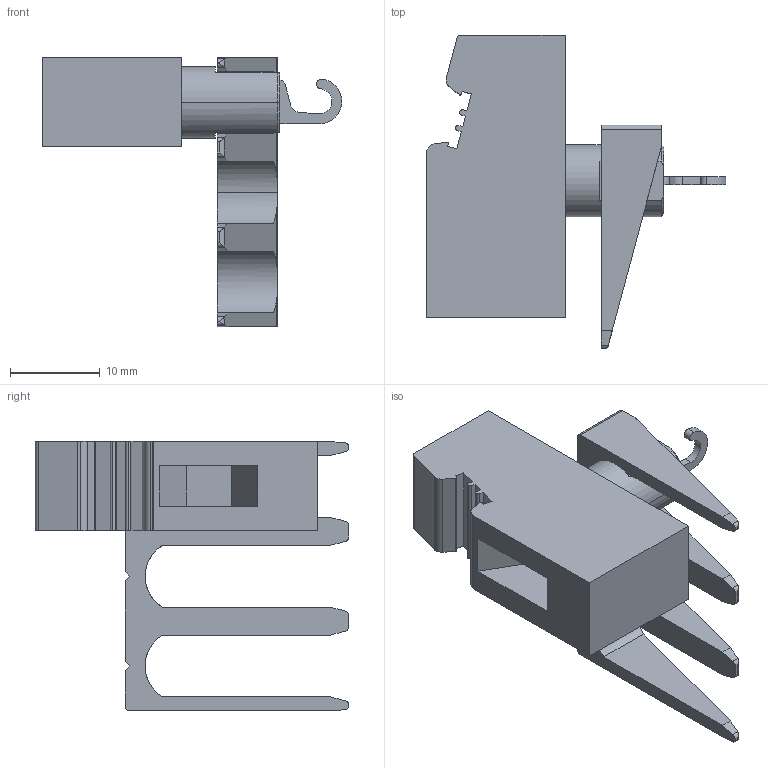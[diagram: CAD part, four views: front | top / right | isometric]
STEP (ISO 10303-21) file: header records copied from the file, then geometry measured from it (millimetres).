
FILE_DESCRIPTION(('SolidDesigner STEP Export'),'2;1');
FILE_NAME('0711056_VDFK6K_SELECT.stp','2008-10-21T 9:55:00',(''),(''),'OneSpace Designer STEP processor for AP214 (Solid Model)','OneSpace Designer 14.50 18-Oct-2006 (C) CoCreate Software GmbH','');
FILE_SCHEMA(('AUTOMOTIVE_DESIGN { 1 0 10303 214 1 1 1 1 }'));
Length unit declared in the file: millimetre
Products named in the file (2): 0711056_VDFK6K_SELECT
Assembly tree (1 placements, depth 2):
  0711056_VDFK6K_SELECT
    0711056_VDFK6K_SELECT
Bounding box: 33.4 x 34.93 x 30.05 mm (x, y, z)
Volume: 6022.9 mm3; surface area: 3856.5 mm2
Topology: 1 solids, 1 shells, 131 faces, 360 edges, 236 vertices
Faces by surface type: plane 78, cylinder 49, cone 4
Entity records: 5247 total; most frequent: CARTESIAN_POINT 970, ORIENTED_EDGE 720, DIRECTION 623, EDGE_CURVE 360, VECTOR 245, LINE 245, VERTEX_POINT 236, AXIS2_PLACEMENT_3D 189
